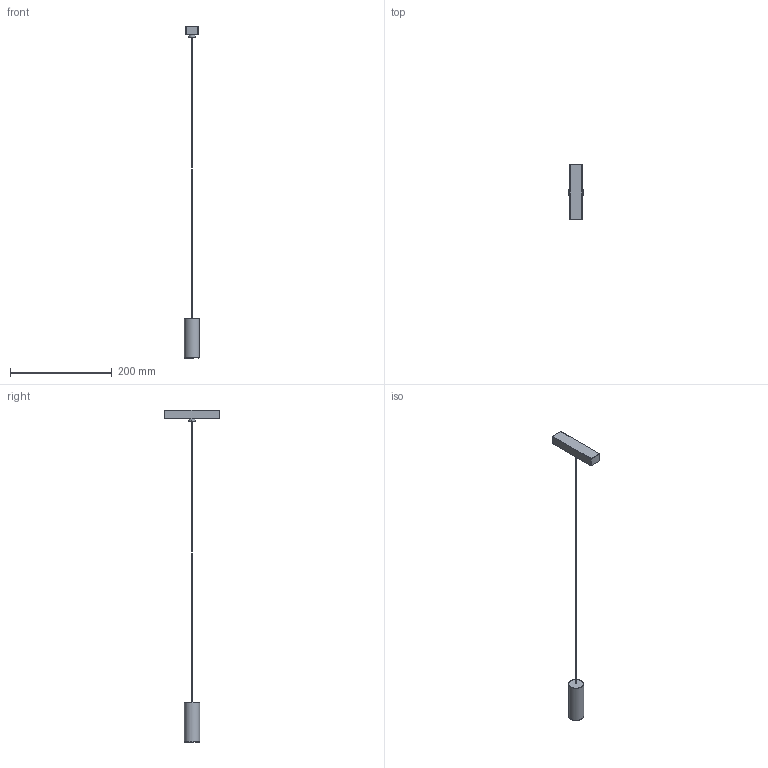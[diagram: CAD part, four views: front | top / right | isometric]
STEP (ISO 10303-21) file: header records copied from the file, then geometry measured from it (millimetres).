
FILE_DESCRIPTION(/* description */ (''),/* implementation_level */ '2;1');
FILE_NAME(/* name */ 'Vector Magnetic Pendant 30',/* time_stamp */ '2023-02-21T17:47:39+01:00',/* author */ (''),/* organization */ (''),/* preprocessor_version */ 'ST-DEVELOPER v16.5',/* originating_system */ 'Rhino 7.27',/* authorisation */ '');
FILE_SCHEMA (('AUTOMOTIVE_DESIGN'));
Length unit declared in the file: millimetre
Products named in the file (1): Document
Bounding box: 30.13 x 108 x 651.66 mm (x, y, z)
Surface area: 21610.9 mm2 (no closed solid volume)
Topology: 0 solids, 1 shells, 44 faces, 106 edges, 58 vertices
Faces by surface type: cylinder 18, bspline 16, plane 10
Entity records: 1490 total; most frequent: CARTESIAN_POINT 866, ORIENTED_EDGE 176, EDGE_CURVE 106, VERTEX_POINT 58, EDGE_LOOP 48, ADVANCED_FACE 44, FACE_OUTER_BOUND 44, DIRECTION 32
